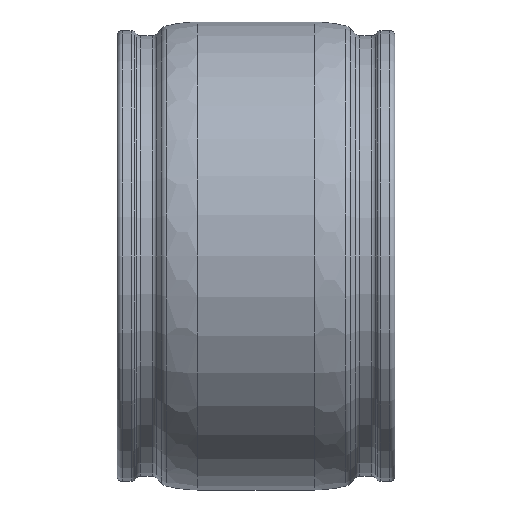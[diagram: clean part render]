
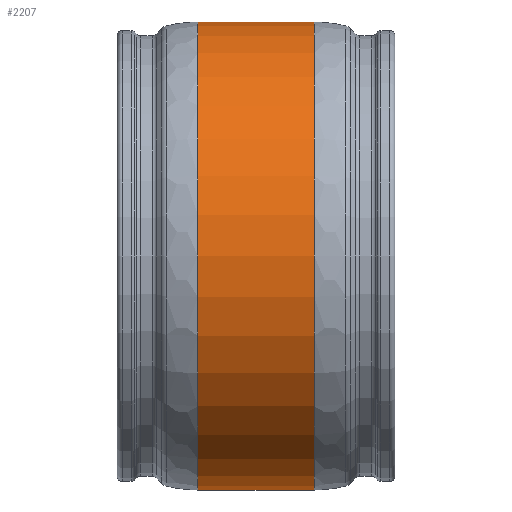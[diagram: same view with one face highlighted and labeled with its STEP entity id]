
A CAD part, front view. The second image highlights one B-rep face of the part: STEP entity #2207.
In plain terms, the highlighted cylindrical face has radius 362 mm (diameter 724 mm), a partial arc.
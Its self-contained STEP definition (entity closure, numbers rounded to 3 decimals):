
#296 = VECTOR ( 'NONE', #956, 1000. ) ;
#362 = CARTESIAN_POINT ( 'NONE',  ( 90., 0., 362. ) ) ;
#595 = DIRECTION ( 'NONE',  ( -1., 0., 0. ) ) ;
#832 = CARTESIAN_POINT ( 'NONE',  ( -90., 0., 362. ) ) ;
#859 = DIRECTION ( 'NONE',  ( 0., 0., 1. ) ) ;
#877 = AXIS2_PLACEMENT_3D ( 'NONE', #2974, #1701, #939 ) ;
#939 = DIRECTION ( 'NONE',  ( 0., 0., 1. ) ) ;
#946 = AXIS2_PLACEMENT_3D ( 'NONE', #2895, #595, #859 ) ;
#956 = DIRECTION ( 'NONE',  ( -1., 0., 0. ) ) ;
#1192 = DIRECTION ( 'NONE',  ( -1., 0., 0. ) ) ;
#1264 = VERTEX_POINT ( 'NONE', #1294 ) ;
#1294 = CARTESIAN_POINT ( 'NONE',  ( -90., 0., -362. ) ) ;
#1352 = CIRCLE ( 'NONE', #2591, 362. ) ;
#1533 = ORIENTED_EDGE ( 'NONE', *, *, #1594, .T. ) ;
#1594 = EDGE_CURVE ( 'NONE', #2965, #2211, #2329, .T. ) ;
#1607 = EDGE_CURVE ( 'NONE', #2211, #2764, #3005, .T. ) ;
#1701 = DIRECTION ( 'NONE',  ( -1., 0., 0. ) ) ;
#1732 = CARTESIAN_POINT ( 'NONE',  ( 0., 0., 362. ) ) ;
#1902 = ORIENTED_EDGE ( 'NONE', *, *, #2426, .F. ) ;
#2028 = ORIENTED_EDGE ( 'NONE', *, *, #2590, .F. ) ;
#2090 = FACE_OUTER_BOUND ( 'NONE', #2442, .T. ) ;
#2098 = DIRECTION ( 'NONE',  ( -1., 0., 0. ) ) ;
#2163 = DIRECTION ( 'NONE',  ( 0., 0., 1. ) ) ;
#2207 = ADVANCED_FACE ( 'NONE', ( #2090 ), #3114, .T. ) ;
#2211 = VERTEX_POINT ( 'NONE', #362 ) ;
#2257 = ORIENTED_EDGE ( 'NONE', *, *, #1607, .T. ) ;
#2329 = CIRCLE ( 'NONE', #877, 362. ) ;
#2426 = EDGE_CURVE ( 'NONE', #2965, #1264, #2754, .T. ) ;
#2442 = EDGE_LOOP ( 'NONE', ( #1902, #1533, #2257, #2028 ) ) ;
#2465 = CARTESIAN_POINT ( 'NONE',  ( -90., 0., 0. ) ) ;
#2590 = EDGE_CURVE ( 'NONE', #1264, #2764, #1352, .T. ) ;
#2591 = AXIS2_PLACEMENT_3D ( 'NONE', #2465, #1192, #2163 ) ;
#2594 = VECTOR ( 'NONE', #2098, 1000. ) ;
#2754 = LINE ( 'NONE', #3269, #2594 ) ;
#2764 = VERTEX_POINT ( 'NONE', #832 ) ;
#2895 = CARTESIAN_POINT ( 'NONE',  ( 0., 0., 0. ) ) ;
#2965 = VERTEX_POINT ( 'NONE', #3218 ) ;
#2974 = CARTESIAN_POINT ( 'NONE',  ( 90., 0., 0. ) ) ;
#3005 = LINE ( 'NONE', #1732, #296 ) ;
#3114 = CYLINDRICAL_SURFACE ( 'NONE', #946, 362. ) ;
#3218 = CARTESIAN_POINT ( 'NONE',  ( 90., 0., -362. ) ) ;
#3269 = CARTESIAN_POINT ( 'NONE',  ( 0., 0., -362. ) ) ;
